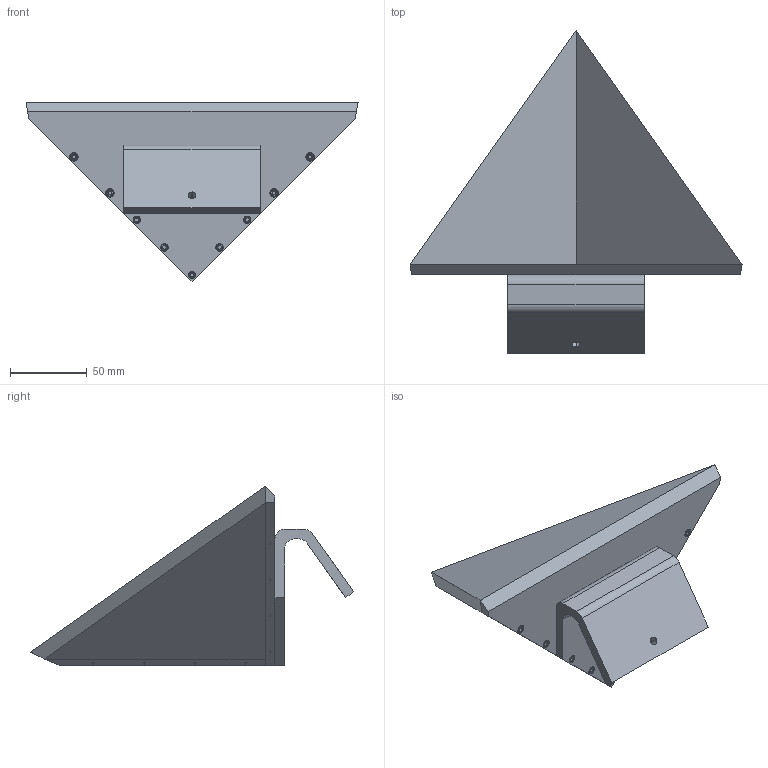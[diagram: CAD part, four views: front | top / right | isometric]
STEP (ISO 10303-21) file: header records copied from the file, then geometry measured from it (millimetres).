
FILE_DESCRIPTION (( 'STEP AP203' ), '1' );
FILE_NAME ('DMAJ-WG-101-085.STEP', '2019-09-10T20:12:23', ( '' ), ( '' ), 'SwSTEP 2.0', 'SolidWorks 2016', '' );
FILE_SCHEMA (( 'CONFIG_CONTROL_DESIGN' ));
Length unit declared in the file: inch
Products named in the file (1): DMAJ-WG-101-085
Bounding box: 215.9 x 210.19 x 116.93 mm (x, y, z)
Volume: 299224 mm3; surface area: 113328.8 mm2
Topology: 21 solids, 21 shells, 1516 faces, 3944 edges, 2513 vertices
Faces by surface type: cylinder 1017, cone 245, plane 220, bspline 34
Entity records: 67160 total; most frequent: CARTESIAN_POINT 35252, ORIENTED_EDGE 7840, DIRECTION 5571, EDGE_CURVE 3920, VERTEX_POINT 2513, AXIS2_PLACEMENT_3D 2089, EDGE_LOOP 1629, ADVANCED_FACE 1516
